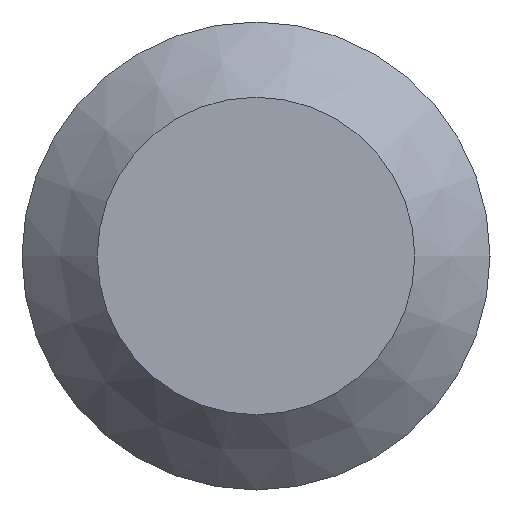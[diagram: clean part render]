
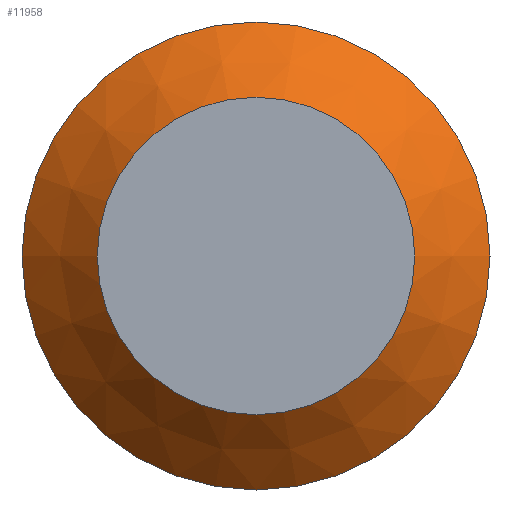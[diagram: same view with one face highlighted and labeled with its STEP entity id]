
A CAD part, left-side view. The second image highlights one B-rep face of the part: STEP entity #11958.
In plain terms, the highlighted conical face has half-angle 45 degrees and reference radius 4.07 mm.
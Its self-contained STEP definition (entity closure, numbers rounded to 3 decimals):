
#758 = DIRECTION ( 'NONE',  ( 0., 1., 0. ) ) ;
#1135 = DIRECTION ( 'NONE',  ( -1., 0., 0. ) ) ;
#1196 = CARTESIAN_POINT ( 'NONE',  ( 1.93, 0., 0. ) ) ;
#1220 = AXIS2_PLACEMENT_3D ( 'NONE', #1196, #1135, #3850 ) ;
#1526 = ORIENTED_EDGE ( 'NONE', *, *, #10871, .F. ) ;
#1644 = AXIS2_PLACEMENT_3D ( 'NONE', #14159, #16695, #758 ) ;
#1743 = CIRCLE ( 'NONE', #1220, 6. ) ;
#2793 = VERTEX_POINT ( 'NONE', #15303 ) ;
#3850 = DIRECTION ( 'NONE',  ( 0., -1., 0. ) ) ;
#5125 = FACE_BOUND ( 'NONE', #13760, .T. ) ;
#6799 = CONICAL_SURFACE ( 'NONE', #1644, 4.07, 0.785 ) ;
#9145 = FACE_OUTER_BOUND ( 'NONE', #11376, .T. ) ;
#9442 = CARTESIAN_POINT ( 'NONE',  ( 0., 0., 0. ) ) ;
#9868 = CARTESIAN_POINT ( 'NONE',  ( 1.93, -6., 0. ) ) ;
#10620 = CIRCLE ( 'NONE', #12852, 4.07 ) ;
#10802 = DIRECTION ( 'NONE',  ( -1., 0., 0. ) ) ;
#10871 = EDGE_CURVE ( 'NONE', #2793, #2793, #10620, .T. ) ;
#11376 = EDGE_LOOP ( 'NONE', ( #12630 ) ) ;
#11958 = ADVANCED_FACE ( 'NONE', ( #9145, #5125 ), #6799, .T. ) ;
#12177 = DIRECTION ( 'NONE',  ( 0., -1., 0. ) ) ;
#12572 = EDGE_CURVE ( 'NONE', #14206, #14206, #1743, .T. ) ;
#12630 = ORIENTED_EDGE ( 'NONE', *, *, #12572, .T. ) ;
#12852 = AXIS2_PLACEMENT_3D ( 'NONE', #9442, #10802, #12177 ) ;
#13760 = EDGE_LOOP ( 'NONE', ( #1526 ) ) ;
#14159 = CARTESIAN_POINT ( 'NONE',  ( 0., 0., 0. ) ) ;
#14206 = VERTEX_POINT ( 'NONE', #9868 ) ;
#15303 = CARTESIAN_POINT ( 'NONE',  ( 0., -4.07, 0. ) ) ;
#16695 = DIRECTION ( 'NONE',  ( 1., 0., 0. ) ) ;
